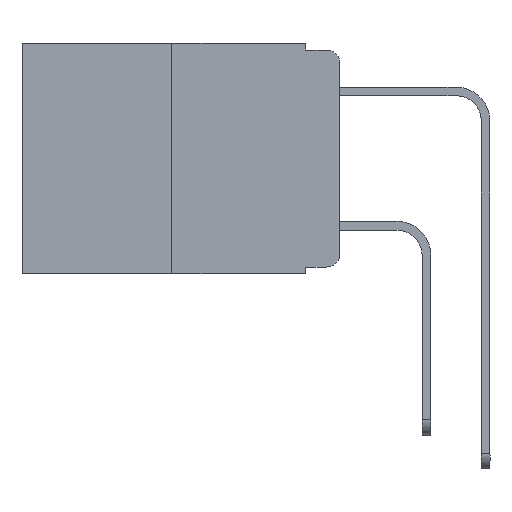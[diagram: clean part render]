
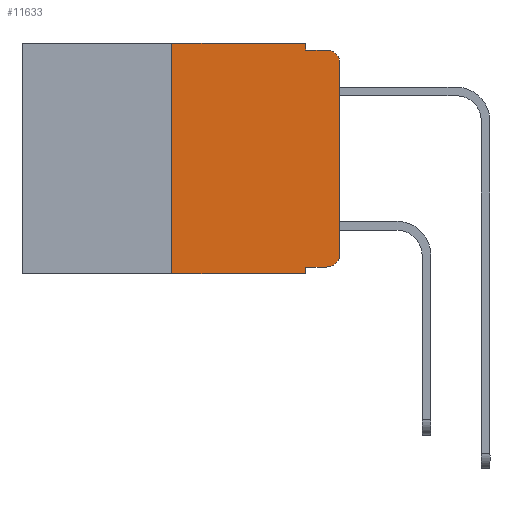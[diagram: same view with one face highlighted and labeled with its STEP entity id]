
A CAD part, left-side view. The second image highlights one B-rep face of the part: STEP entity #11633.
In plain terms, the highlighted planar face has unit normal (-1, 0, 0).
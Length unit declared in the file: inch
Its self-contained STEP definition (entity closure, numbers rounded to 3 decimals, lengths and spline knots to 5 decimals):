
#115 = VECTOR ( 'NONE', #6890, 39.37008 ) ;
#296 = DIRECTION ( 'NONE',  ( -1., 0., 0. ) ) ;
#419 = DIRECTION ( 'NONE',  ( 0., 0., -1. ) ) ;
#678 = VERTEX_POINT ( 'NONE', #15015 ) ;
#846 = LINE ( 'NONE', #12008, #6717 ) ;
#1006 = CARTESIAN_POINT ( 'NONE',  ( 0., 0.473, 0. ) ) ;
#1309 = CARTESIAN_POINT ( 'NONE',  ( 0., 0., -0.313 ) ) ;
#1361 = ORIENTED_EDGE ( 'NONE', *, *, #12298, .F. ) ;
#1412 = CARTESIAN_POINT ( 'NONE',  ( 0., 0.051, -0.333 ) ) ;
#1480 = VERTEX_POINT ( 'NONE', #15958 ) ;
#1875 = ORIENTED_EDGE ( 'NONE', *, *, #9610, .F. ) ;
#1909 = CARTESIAN_POINT ( 'NONE',  ( 0., 0.25, -0.343 ) ) ;
#2002 = CIRCLE ( 'NONE', #2556, 0.02 ) ;
#2012 = AXIS2_PLACEMENT_3D ( 'NONE', #1006, #5993, #16030 ) ;
#2225 = VERTEX_POINT ( 'NONE', #6795 ) ;
#2252 = ORIENTED_EDGE ( 'NONE', *, *, #3732, .T. ) ;
#2305 = EDGE_CURVE ( 'NONE', #1480, #2225, #2002, .T. ) ;
#2556 = AXIS2_PLACEMENT_3D ( 'NONE', #11051, #9821, #13419 ) ;
#2763 = CARTESIAN_POINT ( 'NONE',  ( 0., 0., 0. ) ) ;
#3142 = EDGE_CURVE ( 'NONE', #15504, #678, #11596, .T. ) ;
#3166 = ORIENTED_EDGE ( 'NONE', *, *, #15795, .F. ) ;
#3212 = DIRECTION ( 'NONE',  ( 0., -1., 0. ) ) ;
#3732 = EDGE_CURVE ( 'NONE', #7203, #13936, #9501, .T. ) ;
#4033 = CIRCLE ( 'NONE', #16105, 0.02 ) ;
#4106 = EDGE_CURVE ( 'NONE', #12006, #1480, #10269, .T. ) ;
#4473 = CARTESIAN_POINT ( 'NONE',  ( 0., 0.473, -0.343 ) ) ;
#4709 = ORIENTED_EDGE ( 'NONE', *, *, #4106, .T. ) ;
#5092 = FACE_OUTER_BOUND ( 'NONE', #7838, .T. ) ;
#5399 = LINE ( 'NONE', #10444, #115 ) ;
#5780 = VECTOR ( 'NONE', #7217, 39.37008 ) ;
#5914 = EDGE_CURVE ( 'NONE', #6228, #12006, #4033, .T. ) ;
#5992 = CARTESIAN_POINT ( 'NONE',  ( 0., 0.051, -0.343 ) ) ;
#5993 = DIRECTION ( 'NONE',  ( 1., 0., 0. ) ) ;
#6228 = VERTEX_POINT ( 'NONE', #8659 ) ;
#6665 = EDGE_CURVE ( 'NONE', #7962, #6228, #5399, .T. ) ;
#6717 = VECTOR ( 'NONE', #10640, 39.37008 ) ;
#6795 = CARTESIAN_POINT ( 'NONE',  ( 0., 0.02, -0.01 ) ) ;
#6890 = DIRECTION ( 'NONE',  ( 0., -1., 0. ) ) ;
#6975 = ORIENTED_EDGE ( 'NONE', *, *, #6665, .T. ) ;
#7203 = VERTEX_POINT ( 'NONE', #1909 ) ;
#7217 = DIRECTION ( 'NONE',  ( 0., -1., 0. ) ) ;
#7332 = CARTESIAN_POINT ( 'NONE',  ( 0., 0.25, 0. ) ) ;
#7472 = LINE ( 'NONE', #8689, #11155 ) ;
#7498 = VECTOR ( 'NONE', #3212, 39.37008 ) ;
#7765 = ORIENTED_EDGE ( 'NONE', *, *, #5914, .T. ) ;
#7788 = DIRECTION ( 'NONE',  ( 0., 0., 1. ) ) ;
#7838 = EDGE_LOOP ( 'NONE', ( #4709, #16150, #1361, #8606, #11903, #1875, #2252, #3166, #6975, #7765 ) ) ;
#7933 = CARTESIAN_POINT ( 'NONE',  ( 0., 0.02, -0.313 ) ) ;
#7962 = VERTEX_POINT ( 'NONE', #1412 ) ;
#8606 = ORIENTED_EDGE ( 'NONE', *, *, #3142, .F. ) ;
#8659 = CARTESIAN_POINT ( 'NONE',  ( 0., 0.02, -0.333 ) ) ;
#8689 = CARTESIAN_POINT ( 'NONE',  ( 0., 0.051, 0. ) ) ;
#8771 = DIRECTION ( 'NONE',  ( 0., 0., -1. ) ) ;
#9501 = LINE ( 'NONE', #4473, #5780 ) ;
#9610 = EDGE_CURVE ( 'NONE', #7203, #15250, #846, .T. ) ;
#9650 = DIRECTION ( 'NONE',  ( 0., -1., 0. ) ) ;
#9675 = EDGE_CURVE ( 'NONE', #15250, #15504, #15722, .T. ) ;
#9821 = DIRECTION ( 'NONE',  ( -1., 0., 0. ) ) ;
#10269 = LINE ( 'NONE', #2763, #13966 ) ;
#10444 = CARTESIAN_POINT ( 'NONE',  ( 0., 0.051, -0.333 ) ) ;
#10458 = CARTESIAN_POINT ( 'NONE',  ( 0., 0.051, 0. ) ) ;
#10640 = DIRECTION ( 'NONE',  ( 0., 0., 1. ) ) ;
#11051 = CARTESIAN_POINT ( 'NONE',  ( 0., 0.02, -0.03 ) ) ;
#11075 = VECTOR ( 'NONE', #419, 39.37008 ) ;
#11155 = VECTOR ( 'NONE', #8771, 39.37008 ) ;
#11596 = LINE ( 'NONE', #13133, #11075 ) ;
#11633 = ADVANCED_FACE ( 'NONE', ( #5092 ), #12244, .F. ) ;
#11903 = ORIENTED_EDGE ( 'NONE', *, *, #9675, .F. ) ;
#11922 = CARTESIAN_POINT ( 'NONE',  ( 0., 0.473, 0. ) ) ;
#12006 = VERTEX_POINT ( 'NONE', #1309 ) ;
#12008 = CARTESIAN_POINT ( 'NONE',  ( 0., 0.25, 0. ) ) ;
#12244 = PLANE ( 'NONE',  #2012 ) ;
#12298 = EDGE_CURVE ( 'NONE', #678, #2225, #15725, .T. ) ;
#12807 = VECTOR ( 'NONE', #9650, 39.37008 ) ;
#13133 = CARTESIAN_POINT ( 'NONE',  ( 0., 0.051, 0. ) ) ;
#13243 = CARTESIAN_POINT ( 'NONE',  ( 0., 0.051, -0.01 ) ) ;
#13419 = DIRECTION ( 'NONE',  ( 0., 0., -1. ) ) ;
#13936 = VERTEX_POINT ( 'NONE', #5992 ) ;
#13966 = VECTOR ( 'NONE', #7788, 39.37008 ) ;
#14113 = DIRECTION ( 'NONE',  ( 0., 0., -1. ) ) ;
#15015 = CARTESIAN_POINT ( 'NONE',  ( 0., 0.051, -0.01 ) ) ;
#15250 = VERTEX_POINT ( 'NONE', #7332 ) ;
#15504 = VERTEX_POINT ( 'NONE', #10458 ) ;
#15722 = LINE ( 'NONE', #11922, #7498 ) ;
#15725 = LINE ( 'NONE', #13243, #12807 ) ;
#15795 = EDGE_CURVE ( 'NONE', #7962, #13936, #7472, .T. ) ;
#15958 = CARTESIAN_POINT ( 'NONE',  ( 0., 0., -0.03 ) ) ;
#16030 = DIRECTION ( 'NONE',  ( 0., 0., -1. ) ) ;
#16105 = AXIS2_PLACEMENT_3D ( 'NONE', #7933, #296, #14113 ) ;
#16150 = ORIENTED_EDGE ( 'NONE', *, *, #2305, .T. ) ;
